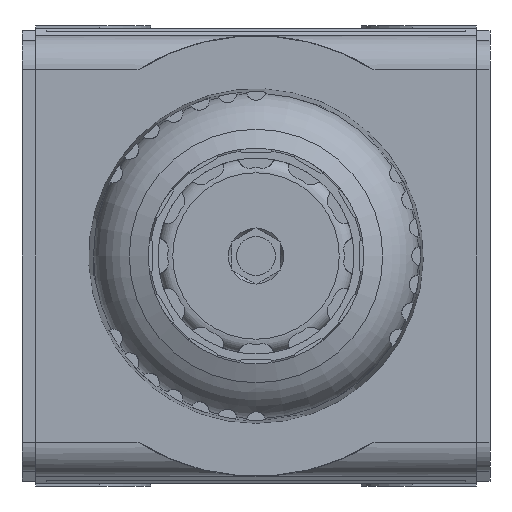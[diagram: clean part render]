
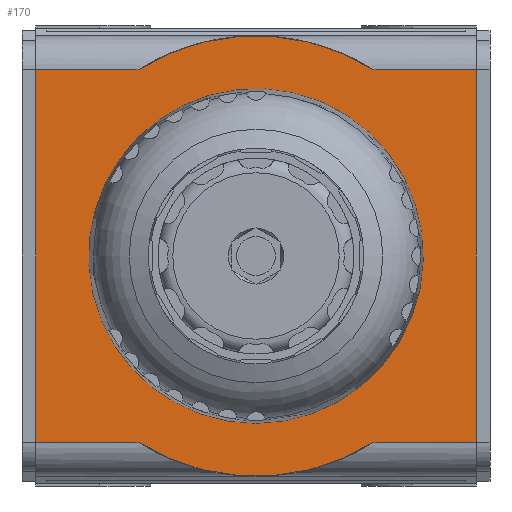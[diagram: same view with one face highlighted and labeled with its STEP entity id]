
A CAD part, front view. The second image highlights one B-rep face of the part: STEP entity #170.
In plain terms, the highlighted planar face has unit normal (0, -1, 0).
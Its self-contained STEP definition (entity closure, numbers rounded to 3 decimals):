
#170 = ADVANCED_FACE( '', ( #525 ), #526, .F. );
#525 = FACE_OUTER_BOUND( '', #1286, .T. );
#526 = PLANE( '', #1287 );
#1286 = EDGE_LOOP( '', ( #2051, #2052, #2053, #2054, #2055, #2056, #2057, #2058 ) );
#1287 = AXIS2_PLACEMENT_3D( '', #2059, #2060, #2061 );
#2051 = ORIENTED_EDGE( '', *, *, #4956, .T. );
#2052 = ORIENTED_EDGE( '', *, *, #4957, .T. );
#2053 = ORIENTED_EDGE( '', *, *, #4958, .T. );
#2054 = ORIENTED_EDGE( '', *, *, #4959, .T. );
#2055 = ORIENTED_EDGE( '', *, *, #4953, .F. );
#2056 = ORIENTED_EDGE( '', *, *, #4960, .T. );
#2057 = ORIENTED_EDGE( '', *, *, #4961, .F. );
#2058 = ORIENTED_EDGE( '', *, *, #4962, .F. );
#2059 = CARTESIAN_POINT( '', ( 22.5, 0., 19. ) );
#2060 = DIRECTION( '', ( 0., 1., 0. ) );
#2061 = DIRECTION( '', ( 0., 0., 1. ) );
#4953 = EDGE_CURVE( '', #5878, #5881, #5882, .T. );
#4956 = EDGE_CURVE( '', #5886, #5887, #5888, .T. );
#4957 = EDGE_CURVE( '', #5887, #5889, #5890, .T. );
#4958 = EDGE_CURVE( '', #5889, #5891, #5892, .T. );
#4959 = EDGE_CURVE( '', #5891, #5881, #5893, .T. );
#4960 = EDGE_CURVE( '', #5878, #5894, #5895, .T. );
#4961 = EDGE_CURVE( '', #5896, #5894, #5897, .T. );
#4962 = EDGE_CURVE( '', #5886, #5896, #5898, .T. );
#5878 = VERTEX_POINT( '', #7434 );
#5881 = VERTEX_POINT( '', #7454 );
#5882 = LINE( '', #7455, #7456 );
#5886 = VERTEX_POINT( '', #7461 );
#5887 = VERTEX_POINT( '', #7462 );
#5888 = LINE( '', #7463, #7464 );
#5889 = VERTEX_POINT( '', #7465 );
#5890 = CIRCLE( '', #7466, 22.5 );
#5891 = VERTEX_POINT( '', #7467 );
#5892 = LINE( '', #7468, #7469 );
#5893 = LINE( '', #7470, #7471 );
#5894 = VERTEX_POINT( '', #7472 );
#5895 = CIRCLE( '', #7473, 22.5 );
#5896 = VERTEX_POINT( '', #7474 );
#5897 = LINE( '', #7475, #7476 );
#5898 = LINE( '', #7477, #7478 );
#7434 = CARTESIAN_POINT( '', ( -12.052, 0., -19. ) );
#7454 = CARTESIAN_POINT( '', ( -22.5, 0., -19. ) );
#7455 = CARTESIAN_POINT( '', ( 22.5, 0., -19. ) );
#7456 = VECTOR( '', #11125, 1000. );
#7461 = CARTESIAN_POINT( '', ( 22.5, 0., 19. ) );
#7462 = CARTESIAN_POINT( '', ( 12.052, 0., 19. ) );
#7463 = CARTESIAN_POINT( '', ( 22.5, 0., 19. ) );
#7464 = VECTOR( '', #11130, 1000. );
#7465 = CARTESIAN_POINT( '', ( -12.052, 0., 19. ) );
#7466 = AXIS2_PLACEMENT_3D( '', #11131, #11132, #11133 );
#7467 = CARTESIAN_POINT( '', ( -22.5, 0., 19. ) );
#7468 = CARTESIAN_POINT( '', ( 22.5, 0., 19. ) );
#7469 = VECTOR( '', #11134, 1000. );
#7470 = CARTESIAN_POINT( '', ( -22.5, 0., 19. ) );
#7471 = VECTOR( '', #11135, 1000. );
#7472 = CARTESIAN_POINT( '', ( 12.052, 0., -19. ) );
#7473 = AXIS2_PLACEMENT_3D( '', #11136, #11137, #11138 );
#7474 = CARTESIAN_POINT( '', ( 22.5, 0., -19. ) );
#7475 = CARTESIAN_POINT( '', ( 22.5, 0., -19. ) );
#7476 = VECTOR( '', #11139, 1000. );
#7477 = CARTESIAN_POINT( '', ( 22.5, 0., 19. ) );
#7478 = VECTOR( '', #11140, 1000. );
#11125 = DIRECTION( '', ( -1., 0., 0. ) );
#11130 = DIRECTION( '', ( -1., 0., 0. ) );
#11131 = CARTESIAN_POINT( '', ( 0., 0., 0. ) );
#11132 = DIRECTION( '', ( 0., -1., 0. ) );
#11133 = DIRECTION( '', ( 0., 0., -1. ) );
#11134 = DIRECTION( '', ( -1., 0., 0. ) );
#11135 = DIRECTION( '', ( 0., 0., -1. ) );
#11136 = CARTESIAN_POINT( '', ( 0., 0., 0. ) );
#11137 = DIRECTION( '', ( 0., -1., 0. ) );
#11138 = DIRECTION( '', ( 0., 0., -1. ) );
#11139 = DIRECTION( '', ( -1., 0., 0. ) );
#11140 = DIRECTION( '', ( 0., 0., -1. ) );
